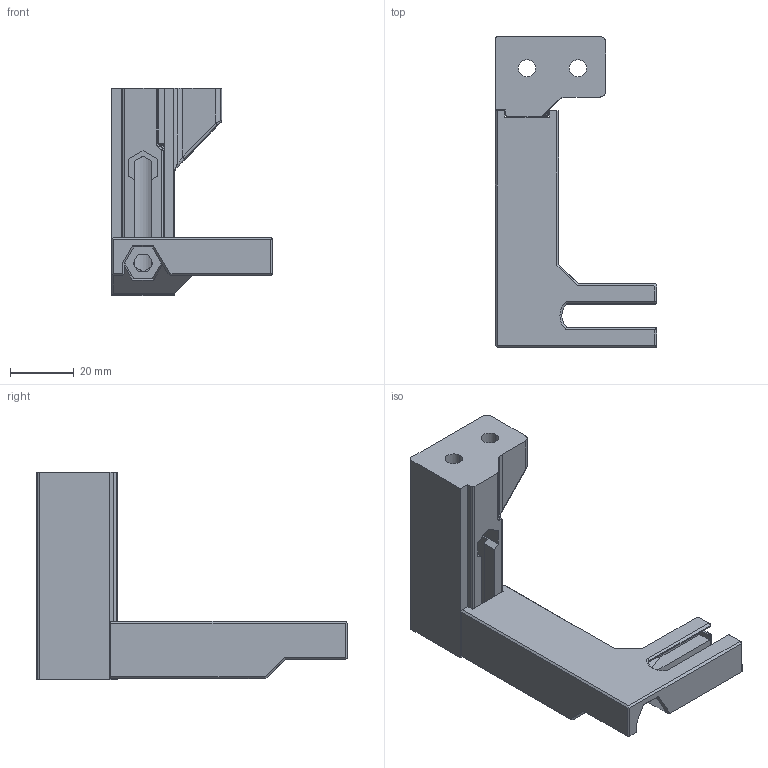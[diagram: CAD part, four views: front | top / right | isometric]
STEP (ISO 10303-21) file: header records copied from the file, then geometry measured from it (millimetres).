
FILE_DESCRIPTION(('STEP AP214'),'1');
FILE_NAME('TridentMount.stp','2021-12-11T21:05:29',(' '),(' '),'Spatial InterOp 3D',' ',' ');
FILE_SCHEMA(('automotive_design'));
Length unit declared in the file: inch
Products named in the file (2): 1; 2
Bounding box: 50.73 x 97.5 x 65 mm (x, y, z)
Volume: 49976.1 mm3; surface area: 20787.4 mm2
Topology: 2 solids, 2 shells, 253 faces, 667 edges, 414 vertices
Faces by surface type: plane 124, cylinder 85, cone 30, bspline 9, sphere 5
Entity records: 11840 total; most frequent: CARTESIAN_POINT 3473, DIRECTION 1336, ORIENTED_EDGE 1320, EDGE_CURVE 660, AXIS2_PLACEMENT_3D 457, LINE 422, VECTOR 422, VERTEX_POINT 414
